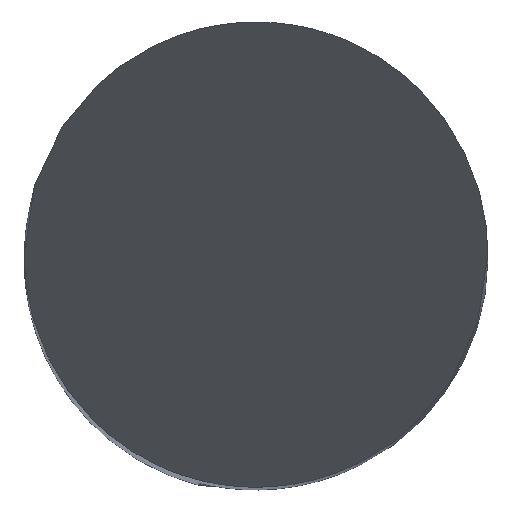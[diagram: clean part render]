
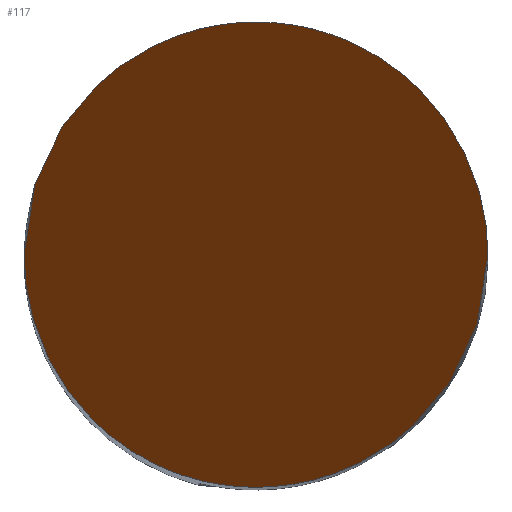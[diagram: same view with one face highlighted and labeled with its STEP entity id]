
A CAD part, top view. The second image highlights one B-rep face of the part: STEP entity #117.
In plain terms, the highlighted planar face has unit normal (0, -0.866, 0.5).
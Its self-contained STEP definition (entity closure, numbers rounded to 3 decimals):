
#117=ADVANCED_FACE('',(#154),#141,.F.);
#141=PLANE('',#477);
#154=FACE_OUTER_BOUND('',#178,.T.);
#178=EDGE_LOOP('',(#204,#205));
#204=ORIENTED_EDGE('',*,*,#358,.F.);
#205=ORIENTED_EDGE('',*,*,#359,.F.);
#320=VERTEX_POINT('',#625);
#321=VERTEX_POINT('',#626);
#358=EDGE_CURVE('',#320,#321,#428,.T.);
#359=EDGE_CURVE('',#321,#320,#429,.T.);
#428=(
BOUNDED_CURVE()
B_SPLINE_CURVE(3,(#621,#622,#623,#624),.UNSPECIFIED.,.F.,.F.)
B_SPLINE_CURVE_WITH_KNOTS((4,4),(0.,1.),.UNSPECIFIED.)
CURVE()
GEOMETRIC_REPRESENTATION_ITEM()
RATIONAL_B_SPLINE_CURVE((1.,0.333,0.333,1.))
REPRESENTATION_ITEM('')
);
#429=(
BOUNDED_CURVE()
B_SPLINE_CURVE(3,(#627,#628,#629,#630),.UNSPECIFIED.,.F.,.F.)
B_SPLINE_CURVE_WITH_KNOTS((4,4),(0.,1.),.UNSPECIFIED.)
CURVE()
GEOMETRIC_REPRESENTATION_ITEM()
RATIONAL_B_SPLINE_CURVE((1.,0.333,0.333,1.))
REPRESENTATION_ITEM('')
);
#477=AXIS2_PLACEMENT_3D('',#631,#517,#518);
#517=DIRECTION('',(0.,0.866,-0.5));
#518=DIRECTION('',(0.,-0.5,-0.866));
#621=CARTESIAN_POINT('',(2.5,0.,0.));
#622=CARTESIAN_POINT('',(2.5,-5.,-8.66));
#623=CARTESIAN_POINT('',(-2.5,-5.,-8.66));
#624=CARTESIAN_POINT('',(-2.5,0.,0.));
#625=CARTESIAN_POINT('',(2.5,0.,0.));
#626=CARTESIAN_POINT('',(-2.5,0.,0.));
#627=CARTESIAN_POINT('',(-2.5,0.,0.));
#628=CARTESIAN_POINT('',(-2.5,5.,8.66));
#629=CARTESIAN_POINT('',(2.5,5.,8.66));
#630=CARTESIAN_POINT('',(2.5,0.,0.));
#631=CARTESIAN_POINT('',(-2.5,2.5,4.33));
